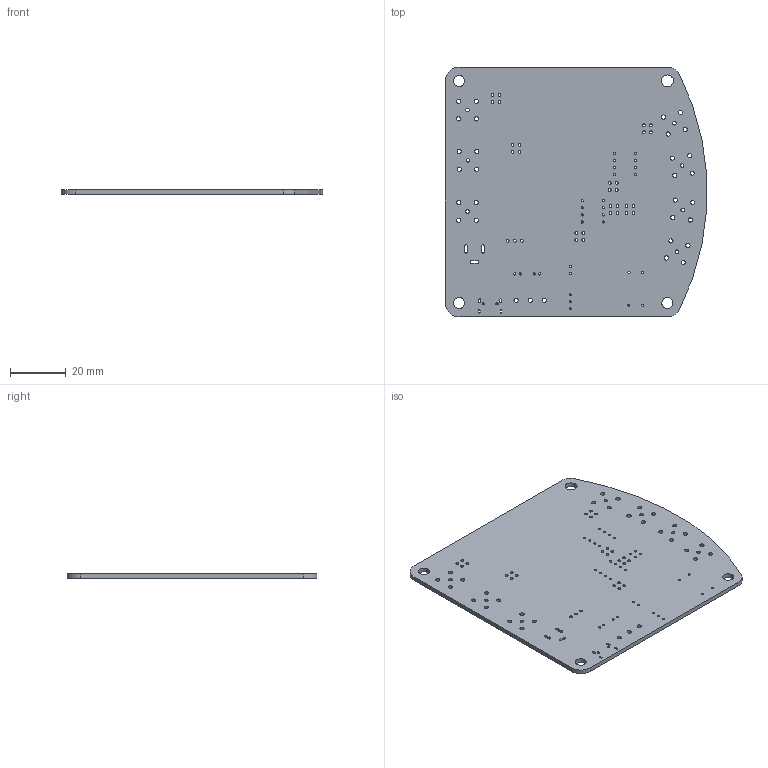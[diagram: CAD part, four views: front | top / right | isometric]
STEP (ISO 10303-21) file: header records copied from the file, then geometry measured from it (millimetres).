
FILE_DESCRIPTION(('KiCad electronic assembly'),'2;1');
FILE_NAME('Impedance_Analyzer_V2.step','2022-08-24T09:41:52',('Pcbnew'), ('Kicad'),'Open CASCADE STEP processor 7.5','KiCad to STEP converter', 'Unknown');
FILE_SCHEMA(('AUTOMOTIVE_DESIGN { 1 0 10303 214 1 1 1 1 }'));
Length unit declared in the file: millimetre
Products named in the file (2): Impedance_Analyzer_V2 1; Impedance_Analyzer_V2 PCB
Assembly tree (1 placements, depth 2):
  Impedance_Analyzer_V2 1
    Impedance_Analyzer_V2 PCB
Bounding box: 94.15 x 90 x 1.6 mm (x, y, z)
Volume: 12762 mm3; surface area: 17204.4 mm2
Topology: 1 solids, 1 shells, 142 faces, 420 edges, 280 vertices
Faces by surface type: cylinder 123, plane 19
Full cylindrical faces by diameter (mm): 0.762 x5, 0.8 x26, 1 x28, 1.1 x3, 1.27 x7, 1.52 x3, 1.524 x28, 4 x3, 4.3 x1
Entity records: 11579 total; most frequent: CARTESIAN_POINT 3160, DIRECTION 1548, ORIENTED_EDGE 840, PCURVE 840, DEFINITIONAL_REPRESENTATION 840, LINE 768, VECTOR 768, EDGE_CURVE 420
